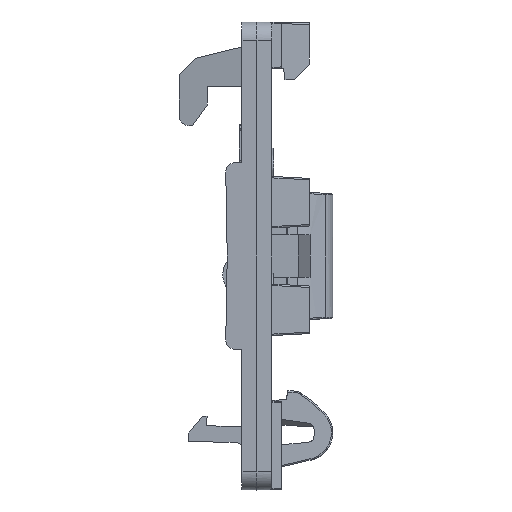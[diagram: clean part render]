
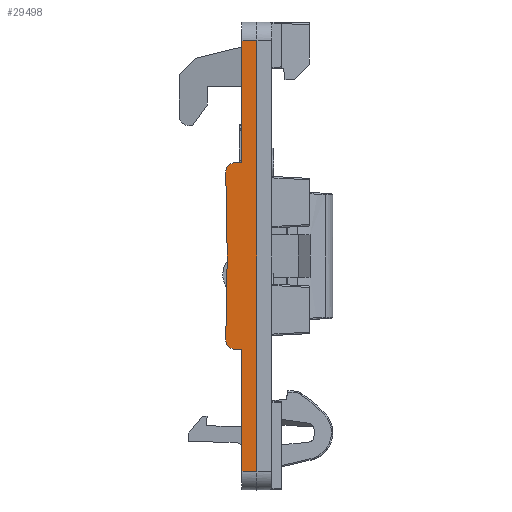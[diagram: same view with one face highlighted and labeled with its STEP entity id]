
A CAD part, left-side view. The second image highlights one B-rep face of the part: STEP entity #29498.
In plain terms, the highlighted planar face has unit normal (-1, 0.018, 0).
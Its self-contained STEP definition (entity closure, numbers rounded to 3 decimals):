
#1633=CARTESIAN_POINT('',(-41.972,3.2,22.972));
#1644=DIRECTION('',(0.,0.,-1.));
#1645=VECTOR('',#1644,12.972);
#1646=CARTESIAN_POINT('',(-41.972,3.2,22.972));
#1647=LINE('',#1646,#1645);
#1672=DIRECTION('',(0.,0.,-1.));
#1673=VECTOR('',#1672,12.972);
#1674=CARTESIAN_POINT('',(-41.972,3.2,-10.));
#1675=LINE('',#1674,#1673);
#1685=CARTESIAN_POINT('',(-41.972,3.2,-22.972));
#3187=CARTESIAN_POINT('',(-41.958,3.984,9.959));
#3188=CARTESIAN_POINT('',(-41.956,4.145,9.95));
#3189=CARTESIAN_POINT('',(-41.951,4.397,9.869));
#3190=CARTESIAN_POINT('',(-41.946,4.678,9.656));
#3191=CARTESIAN_POINT('',(-41.943,4.871,9.361));
#3192=CARTESIAN_POINT('',(-41.942,4.934,9.104));
#3193=CARTESIAN_POINT('',(-41.942,4.932,8.943));
#3198=DIRECTION('',(0.017,0.998,-0.052));
#3199=VECTOR('',#3198,0.785);
#3200=CARTESIAN_POINT('',(-41.972,3.2,10.));
#3201=LINE('',#3200,#3199);
#3205=DIRECTION('',(0.017,1.,-0.017));
#3206=VECTOR('',#3205,1.6);
#3207=CARTESIAN_POINT('',(-42.,1.6,23.));
#3208=LINE('',#3207,#3206);
#3212=DIRECTION('',(-0.017,-1.,-0.017));
#3213=VECTOR('',#3212,1.6);
#3214=CARTESIAN_POINT('',(-41.972,3.2,-22.972));
#3215=LINE('',#3214,#3213);
#3219=DIRECTION('',(-0.017,-0.998,-0.052));
#3220=VECTOR('',#3219,0.785);
#3221=CARTESIAN_POINT('',(-41.958,3.984,
-9.959));
#3222=LINE('',#3221,#3220);
#3226=CARTESIAN_POINT('',(-41.942,4.932,
-8.943));
#3227=CARTESIAN_POINT('',(-41.942,4.934,
-9.104));
#3228=CARTESIAN_POINT('',(-41.943,4.871,
-9.361));
#3229=CARTESIAN_POINT('',(-41.946,4.678,
-9.656));
#3230=CARTESIAN_POINT('',(-41.951,4.397,
-9.869));
#3231=CARTESIAN_POINT('',(-41.956,4.145,
-9.95));
#3232=CARTESIAN_POINT('',(-41.958,3.984,
-9.959));
#3237=DIRECTION('',(0.,0.017,-1.));
#3238=VECTOR('',#3237,8.944);
#3239=CARTESIAN_POINT('',(-41.945,4.775,0.));
#3240=LINE('',#3239,#3238);
#3244=DIRECTION('',(0.,-0.017,-1.));
#3245=VECTOR('',#3244,8.944);
#3246=CARTESIAN_POINT('',(-41.942,4.932,8.943));
#3247=LINE('',#3246,#3245);
#3363=DIRECTION('',(0.,0.,-1.));
#3364=VECTOR('',#3363,46.001);
#3365=CARTESIAN_POINT('',(-42.,1.6,23.));
#3366=LINE('',#3365,#3364);
#26966=CARTESIAN_POINT('',(-42.,1.6,23.));
#26968=VERTEX_POINT('',#26966);
#26973=VERTEX_POINT('',#1633);
#26983=VERTEX_POINT('',#1685);
#26984=CARTESIAN_POINT('',(-42.,1.6,-23.));
#26985=VERTEX_POINT('',#26984);
#27044=CARTESIAN_POINT('',(-41.945,4.775,0.));
#27046=VERTEX_POINT('',#27044);
#27048=CARTESIAN_POINT('',(-41.972,3.2,10.));
#27049=VERTEX_POINT('',#27048);
#27050=CARTESIAN_POINT('',(-41.972,3.2,-10.));
#27051=VERTEX_POINT('',#27050);
#27062=CARTESIAN_POINT('',(-41.958,3.984,
9.959));
#27063=VERTEX_POINT('',#27062);
#27064=VERTEX_POINT('',#3193);
#27067=CARTESIAN_POINT('',(-41.942,4.932,
-8.943));
#27068=VERTEX_POINT('',#27067);
#27069=VERTEX_POINT('',#3232);
#29472=CARTESIAN_POINT('',(-42.,1.6,25.));
#29473=DIRECTION('',(1.,-0.017,0.));
#29474=DIRECTION('',(0.,0.,1.));
#29475=AXIS2_PLACEMENT_3D('',#29472,#29473,#29474);
#29476=PLANE('',#29475);
#29478=ORIENTED_EDGE('',*,*,#29477,.F.);
#29480=ORIENTED_EDGE('',*,*,#29479,.F.);
#29481=ORIENTED_EDGE('',*,*,#28682,.F.);
#29483=ORIENTED_EDGE('',*,*,#29482,.F.);
#29485=ORIENTED_EDGE('',*,*,#29484,.T.);
#29486=ORIENTED_EDGE('',*,*,#29464,.F.);
#29487=ORIENTED_EDGE('',*,*,#28690,.F.);
#29489=ORIENTED_EDGE('',*,*,#29488,.F.);
#29491=ORIENTED_EDGE('',*,*,#29490,.F.);
#29493=ORIENTED_EDGE('',*,*,#29492,.F.);
#29495=ORIENTED_EDGE('',*,*,#29494,.F.);
#29496=EDGE_LOOP('',(#29478,#29480,#29481,#29483,#29485,#29486,#29487,#29489,
#29491,#29493,#29495));
#29497=FACE_OUTER_BOUND('',#29496,.F.);
#3194=B_SPLINE_CURVE_WITH_KNOTS('',3,(#3187,#3188,#3189,#3190,#3191,#3192,
#3193),.UNSPECIFIED.,.F.,.F.,(4,1,1,1,4),(0.,0.25,0.5,0.75,1.),
.UNSPECIFIED.);
#3233=B_SPLINE_CURVE_WITH_KNOTS('',3,(#3226,#3227,#3228,#3229,#3230,#3231,
#3232),.UNSPECIFIED.,.F.,.F.,(4,1,1,1,4),(0.,0.25,0.5,0.75,1.),
.UNSPECIFIED.);
#28682=EDGE_CURVE('',#26973,#27049,#1647,.T.);
#28690=EDGE_CURVE('',#27051,#26983,#1675,.T.);
#29464=EDGE_CURVE('',#26983,#26985,#3215,.T.);
#29477=EDGE_CURVE('',#27063,#27064,#3194,.T.);
#29479=EDGE_CURVE('',#27049,#27063,#3201,.T.);
#29482=EDGE_CURVE('',#26968,#26973,#3208,.T.);
#29484=EDGE_CURVE('',#26968,#26985,#3366,.T.);
#29488=EDGE_CURVE('',#27069,#27051,#3222,.T.);
#29490=EDGE_CURVE('',#27068,#27069,#3233,.T.);
#29492=EDGE_CURVE('',#27046,#27068,#3240,.T.);
#29494=EDGE_CURVE('',#27064,#27046,#3247,.T.);
#29498=ADVANCED_FACE('',(#29497),#29476,.F.);
